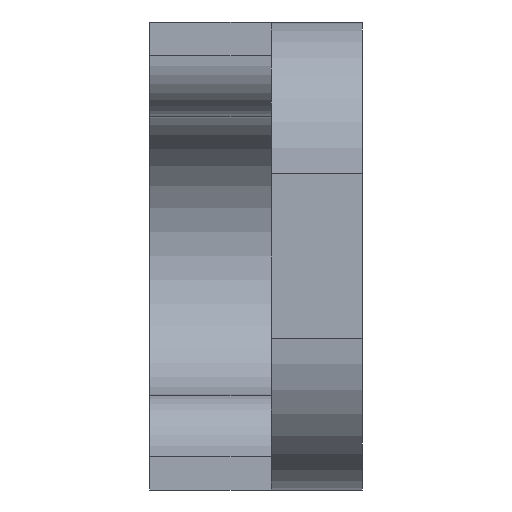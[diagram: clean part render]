
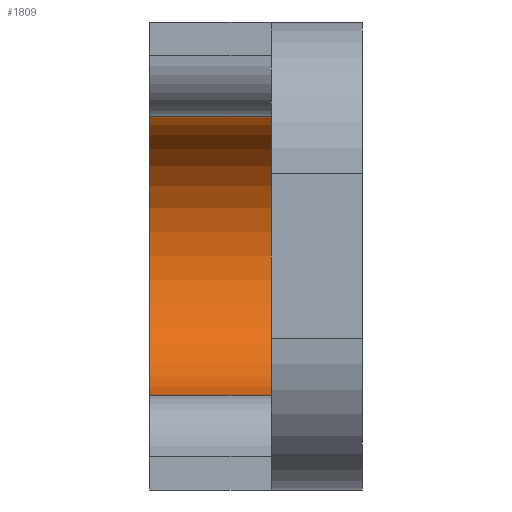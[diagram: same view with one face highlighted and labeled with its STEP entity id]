
A CAD part, left-side view. The second image highlights one B-rep face of the part: STEP entity #1809.
In plain terms, the highlighted cylindrical face has radius 4.6 mm (diameter 9.2 mm), a partial arc.
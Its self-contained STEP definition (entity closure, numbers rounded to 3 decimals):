
#19 = EDGE_CURVE ( 'NONE', #938, #556, #718, .T. ) ;
#116 = CARTESIAN_POINT ( 'NONE',  ( 85.762, 5.5, -77.713 ) ) ;
#348 = CARTESIAN_POINT ( 'NONE',  ( 85.762, 5.5, -82.313 ) ) ;
#398 = DIRECTION ( 'NONE',  ( 0., 1., 0. ) ) ;
#417 = DIRECTION ( 'NONE',  ( 0., 0., -1. ) ) ;
#493 = ORIENTED_EDGE ( 'NONE', *, *, #19, .F. ) ;
#500 = AXIS2_PLACEMENT_3D ( 'NONE', #1843, #1857, #417 ) ;
#504 = DIRECTION ( 'NONE',  ( 0., 1., 0. ) ) ;
#556 = VERTEX_POINT ( 'NONE', #2058 ) ;
#569 = LINE ( 'NONE', #2149, #2028 ) ;
#673 = CARTESIAN_POINT ( 'NONE',  ( 85.762, 5.5, -86.913 ) ) ;
#718 = CIRCLE ( 'NONE', #500, 4.6 ) ;
#767 = LINE ( 'NONE', #1489, #918 ) ;
#775 = EDGE_CURVE ( 'NONE', #556, #1415, #569, .T. ) ;
#826 = FACE_OUTER_BOUND ( 'NONE', #1912, .T. ) ;
#859 = EDGE_CURVE ( 'NONE', #938, #1367, #767, .T. ) ;
#881 = DIRECTION ( 'NONE',  ( 0., 1., 0. ) ) ;
#918 = VECTOR ( 'NONE', #398, 1000. ) ;
#938 = VERTEX_POINT ( 'NONE', #1190 ) ;
#1038 = CARTESIAN_POINT ( 'NONE',  ( 85.762, -24.41, -82.313 ) ) ;
#1087 = DIRECTION ( 'NONE',  ( 0., 0., 1. ) ) ;
#1190 = CARTESIAN_POINT ( 'NONE',  ( 85.762, 1.5, -77.713 ) ) ;
#1200 = ORIENTED_EDGE ( 'NONE', *, *, #1470, .T. ) ;
#1257 = ORIENTED_EDGE ( 'NONE', *, *, #859, .T. ) ;
#1367 = VERTEX_POINT ( 'NONE', #116 ) ;
#1415 = VERTEX_POINT ( 'NONE', #673 ) ;
#1470 = EDGE_CURVE ( 'NONE', #1367, #1415, #2204, .T. ) ;
#1489 = CARTESIAN_POINT ( 'NONE',  ( 85.762, -24.41, -77.713 ) ) ;
#1528 = CYLINDRICAL_SURFACE ( 'NONE', #2180, 4.6 ) ;
#1571 = ORIENTED_EDGE ( 'NONE', *, *, #775, .F. ) ;
#1651 = DIRECTION ( 'NONE',  ( 0., 1., 0. ) ) ;
#1809 = ADVANCED_FACE ( 'NONE', ( #826 ), #1528, .F. ) ;
#1843 = CARTESIAN_POINT ( 'NONE',  ( 85.762, 1.5, -82.313 ) ) ;
#1857 = DIRECTION ( 'NONE',  ( 0., 1., 0. ) ) ;
#1912 = EDGE_LOOP ( 'NONE', ( #1571, #493, #1257, #1200 ) ) ;
#2028 = VECTOR ( 'NONE', #1651, 1000. ) ;
#2058 = CARTESIAN_POINT ( 'NONE',  ( 85.762, 1.5, -86.913 ) ) ;
#2091 = AXIS2_PLACEMENT_3D ( 'NONE', #348, #881, #1087 ) ;
#2149 = CARTESIAN_POINT ( 'NONE',  ( 85.762, -24.41, -86.913 ) ) ;
#2180 = AXIS2_PLACEMENT_3D ( 'NONE', #1038, #504, #2273 ) ;
#2204 = CIRCLE ( 'NONE', #2091, 4.6 ) ;
#2273 = DIRECTION ( 'NONE',  ( 0., 0., 1. ) ) ;
